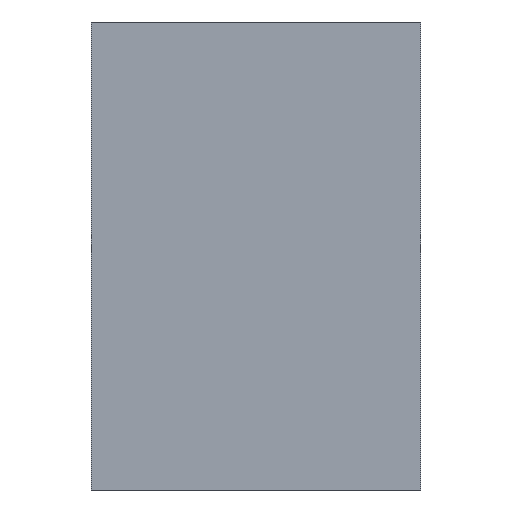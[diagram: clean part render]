
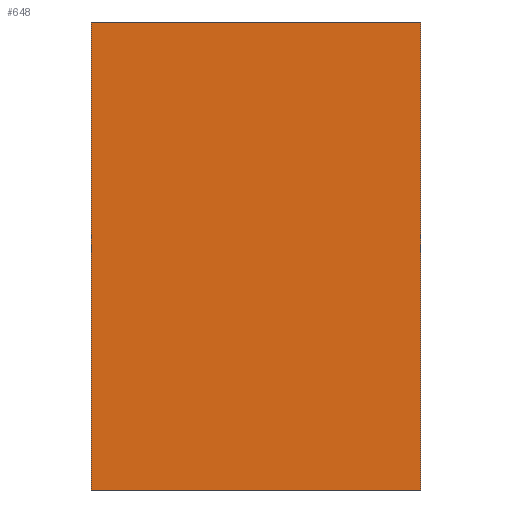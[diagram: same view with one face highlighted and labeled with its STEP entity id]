
A CAD part, front view. The second image highlights one B-rep face of the part: STEP entity #648.
In plain terms, the highlighted planar face has unit normal (0, -1, 0).
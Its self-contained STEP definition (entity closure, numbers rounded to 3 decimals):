
#193=DIRECTION('',(0.,0.,-1.));
#194=VECTOR('',#193,12.2);
#195=CARTESIAN_POINT('',(4.707,-19.9,-2.625));
#196=LINE('',#195,#194);
#197=DIRECTION('',(-1.,0.,0.));
#198=VECTOR('',#197,8.6);
#199=CARTESIAN_POINT('',(13.307,-19.9,-2.625));
#200=LINE('',#199,#198);
#201=DIRECTION('',(0.,0.,1.));
#202=VECTOR('',#201,12.2);
#203=CARTESIAN_POINT('',(13.307,-19.9,-14.825));
#204=LINE('',#203,#202);
#205=DIRECTION('',(1.,0.,0.));
#206=VECTOR('',#205,8.6);
#207=CARTESIAN_POINT('',(4.707,-19.9,-14.825));
#208=LINE('',#207,#206);
#409=CARTESIAN_POINT('',(4.707,-19.9,-2.625));
#410=CARTESIAN_POINT('',(4.707,-19.9,-14.825));
#411=VERTEX_POINT('',#409);
#412=VERTEX_POINT('',#410);
#413=CARTESIAN_POINT('',(13.307,-19.9,-14.825));
#414=VERTEX_POINT('',#413);
#415=CARTESIAN_POINT('',(13.307,-19.9,-2.625));
#416=VERTEX_POINT('',#415);
#634=CARTESIAN_POINT('',(0.,-19.9,0.));
#635=DIRECTION('',(0.,-1.,0.));
#636=DIRECTION('',(1.,0.,0.));
#637=AXIS2_PLACEMENT_3D('',#634,#635,#636);
#638=PLANE('',#637);
#639=ORIENTED_EDGE('',*,*,#624,.F.);
#641=ORIENTED_EDGE('',*,*,#640,.F.);
#643=ORIENTED_EDGE('',*,*,#642,.F.);
#645=ORIENTED_EDGE('',*,*,#644,.F.);
#646=EDGE_LOOP('',(#639,#641,#643,#645));
#647=FACE_OUTER_BOUND('',#646,.F.);
#648=ADVANCED_FACE('',(#647),#638,.T.);
#624=EDGE_CURVE('',#411,#412,#196,.T.);
#640=EDGE_CURVE('',#416,#411,#200,.T.);
#642=EDGE_CURVE('',#414,#416,#204,.T.);
#644=EDGE_CURVE('',#412,#414,#208,.T.);
